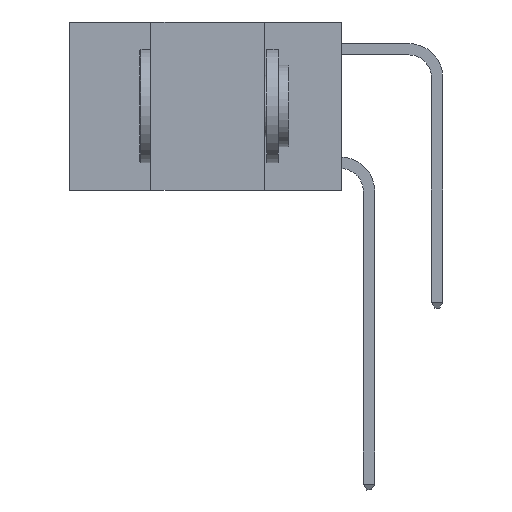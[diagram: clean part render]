
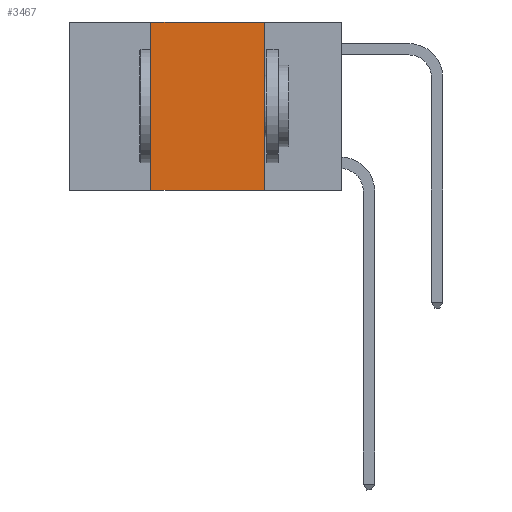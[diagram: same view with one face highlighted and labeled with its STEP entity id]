
A CAD part, left-side view. The second image highlights one B-rep face of the part: STEP entity #3467.
In plain terms, the highlighted planar face has unit normal (-1, 0, 0).
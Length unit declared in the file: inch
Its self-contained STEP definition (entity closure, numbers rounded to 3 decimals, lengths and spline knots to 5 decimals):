
#27 = DIRECTION ( 'NONE',  ( 0., -1., 0. ) ) ;
#313 = ORIENTED_EDGE ( 'NONE', *, *, #6725, .F. ) ;
#798 = VERTEX_POINT ( 'NONE', #3255 ) ;
#1069 = ORIENTED_EDGE ( 'NONE', *, *, #4837, .F. ) ;
#1298 = CARTESIAN_POINT ( 'NONE',  ( 0., 0.6, -0.37 ) ) ;
#2053 = ORIENTED_EDGE ( 'NONE', *, *, #6840, .F. ) ;
#2083 = EDGE_LOOP ( 'NONE', ( #2053, #1069, #313, #5779 ) ) ;
#2132 = DIRECTION ( 'NONE',  ( 0., 0., 1. ) ) ;
#2379 = CARTESIAN_POINT ( 'NONE',  ( 0., 0.17, 0. ) ) ;
#3173 = CARTESIAN_POINT ( 'NONE',  ( 0., 0.42, 0. ) ) ;
#3235 = DIRECTION ( 'NONE',  ( 0., 0., -1. ) ) ;
#3240 = DIRECTION ( 'NONE',  ( 1., 0., 0. ) ) ;
#3254 = PLANE ( 'NONE',  #11030 ) ;
#3255 = CARTESIAN_POINT ( 'NONE',  ( 0., 0.42, 0. ) ) ;
#3319 = CARTESIAN_POINT ( 'NONE',  ( 0., 0.6, 0. ) ) ;
#3467 = ADVANCED_FACE ( 'NONE', ( #5105 ), #3254, .F. ) ;
#3589 = VERTEX_POINT ( 'NONE', #2379 ) ;
#4837 = EDGE_CURVE ( 'NONE', #798, #3589, #10102, .T. ) ;
#5064 = LINE ( 'NONE', #1298, #12511 ) ;
#5105 = FACE_OUTER_BOUND ( 'NONE', #2083, .T. ) ;
#5137 = VERTEX_POINT ( 'NONE', #12218 ) ;
#5165 = VECTOR ( 'NONE', #27, 39.37008 ) ;
#5572 = VECTOR ( 'NONE', #12202, 39.37008 ) ;
#5779 = ORIENTED_EDGE ( 'NONE', *, *, #9261, .T. ) ;
#6393 = CARTESIAN_POINT ( 'NONE',  ( 0., 0.17, 0. ) ) ;
#6725 = EDGE_CURVE ( 'NONE', #10408, #798, #12576, .T. ) ;
#6840 = EDGE_CURVE ( 'NONE', #3589, #5137, #10808, .T. ) ;
#7004 = CARTESIAN_POINT ( 'NONE',  ( 0., 0.6, 0. ) ) ;
#8308 = DIRECTION ( 'NONE',  ( 0., -1., 0. ) ) ;
#9261 = EDGE_CURVE ( 'NONE', #10408, #5137, #5064, .T. ) ;
#10069 = VECTOR ( 'NONE', #2132, 39.37008 ) ;
#10102 = LINE ( 'NONE', #7004, #5165 ) ;
#10408 = VERTEX_POINT ( 'NONE', #10440 ) ;
#10440 = CARTESIAN_POINT ( 'NONE',  ( 0., 0.42, -0.37 ) ) ;
#10808 = LINE ( 'NONE', #6393, #5572 ) ;
#11030 = AXIS2_PLACEMENT_3D ( 'NONE', #3319, #3240, #3235 ) ;
#12202 = DIRECTION ( 'NONE',  ( 0., 0., -1. ) ) ;
#12218 = CARTESIAN_POINT ( 'NONE',  ( 0., 0.17, -0.37 ) ) ;
#12511 = VECTOR ( 'NONE', #8308, 39.37008 ) ;
#12576 = LINE ( 'NONE', #3173, #10069 ) ;
